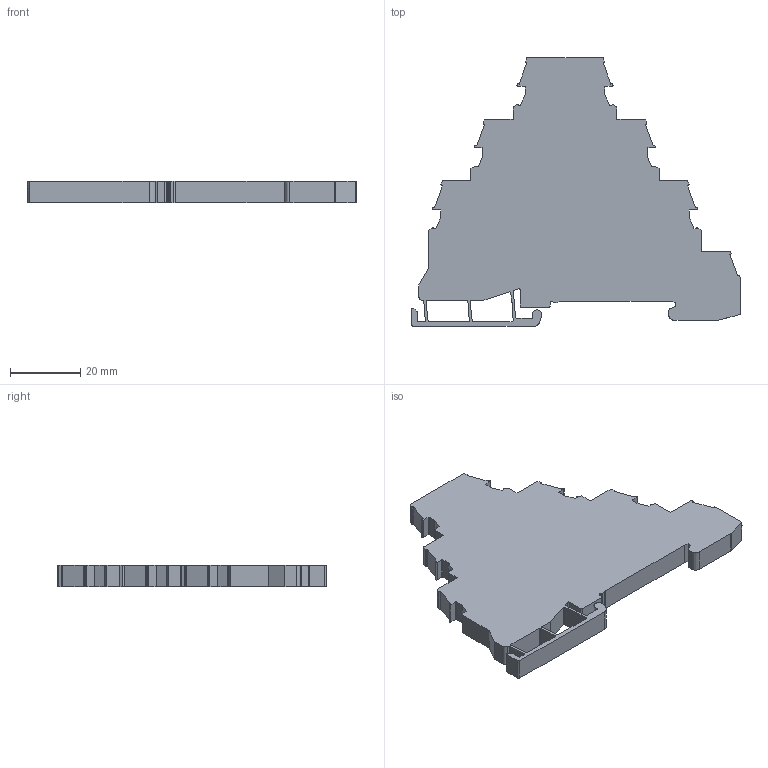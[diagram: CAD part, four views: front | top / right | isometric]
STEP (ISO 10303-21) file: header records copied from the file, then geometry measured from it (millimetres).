
FILE_DESCRIPTION(('FreeCAD Model'),'2;1');
FILE_NAME('1425_VMAK_2,5.stp','2018-09-01T10:18:15',('Author'),(''), 'Open CASCADE STEP processor 7.2','FreeCAD','Unknown');
FILE_SCHEMA(('AUTOMOTIVE_DESIGN { 1 0 10303 214 1 1 1 1 }'));
Length unit declared in the file: millimetre
Products named in the file (1): 1425_VMAK_2,5
Bounding box: 93.26 x 76.4 x 6.1 mm (x, y, z)
Volume: 25608 mm3; surface area: 11241.6 mm2
Topology: 1 solids, 1 shells, 193 faces, 573 edges, 382 vertices
Faces by surface type: plane 108, extrusion 83, bspline 2
Entity records: 19377 total; most frequent: CARTESIAN_POINT 9849, ORIENTED_EDGE 1146, PCURVE 1146, DEFINITIONAL_REPRESENTATION 1146, B_SPLINE_CURVE_WITH_KNOTS 1071, DIRECTION 1032, VECTOR 814, LINE 731
